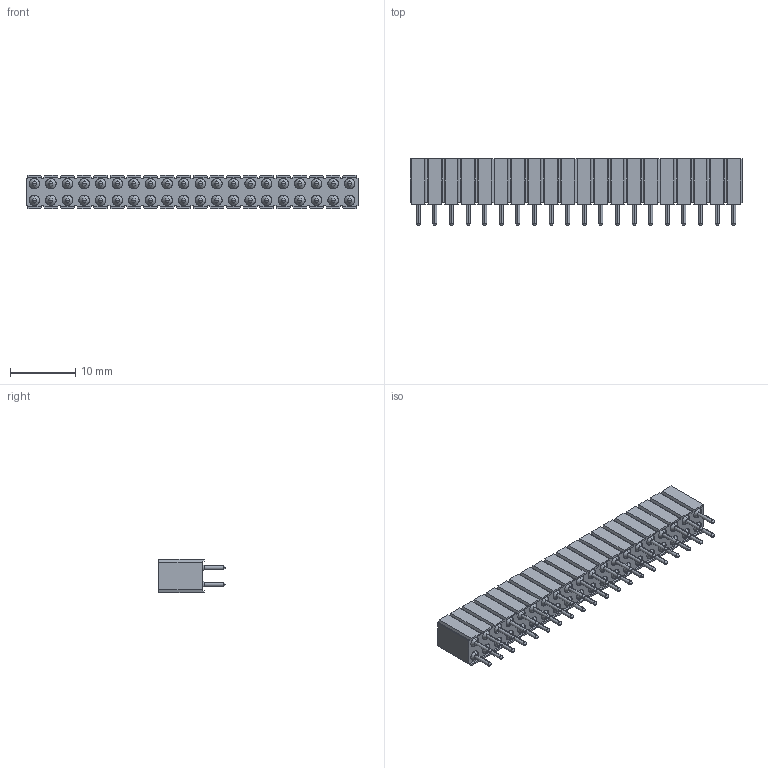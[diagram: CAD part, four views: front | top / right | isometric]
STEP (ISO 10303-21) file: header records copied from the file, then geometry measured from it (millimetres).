
FILE_DESCRIPTION (( 'STEP AP214' ), '1' );
FILE_NAME ('mill-max-803-93-040-10-001000.STEP', '2022-08-12T08:46:48', ( '' ), ( '' ), 'SwSTEP 2.0', 'SolidWorks 2022', '' );
FILE_SCHEMA (( 'AUTOMOTIVE_DESIGN' ));
Length unit declared in the file: inch
Products named in the file (3): mill-max-803-93-040-10-001000; 1304_1304-0-00-01-00-00-03-0; P8XX-21-014-00-000000_P840-21-014-00-000000
Assembly tree (41 placements, depth 2):
  mill-max-803-93-040-10-001000
    P8XX-21-014-00-000000_P840-21-014-00-000000
    1304_1304-0-00-01-00-00-03-0  x40
Bounding box: 50.8 x 10.21 x 5.08 mm (x, y, z)
Volume: 1329.8 mm3; surface area: 5387.8 mm2
Topology: 41 solids, 41 shells, 1366 faces, 3212 edges, 1928 vertices
Faces by surface type: cylinder 560, plane 406, cone 320, sphere 80
Entity records: 15272 total; most frequent: DIRECTION 2632, CARTESIAN_POINT 2607, ORIENTED_EDGE 2516, EDGE_CURVE 1258, LINE 910, VECTOR 910, AXIS2_PLACEMENT_3D 861, VERTEX_POINT 836
